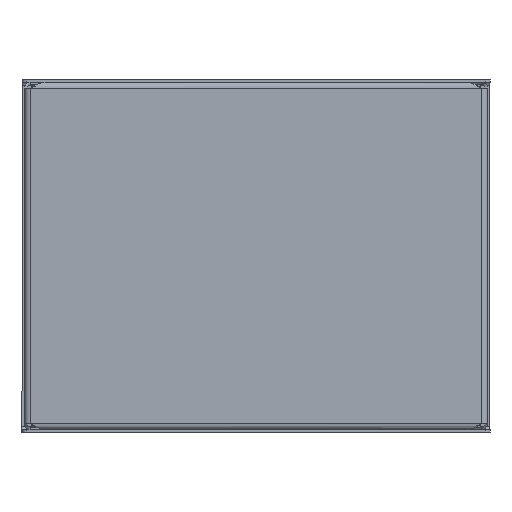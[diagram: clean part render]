
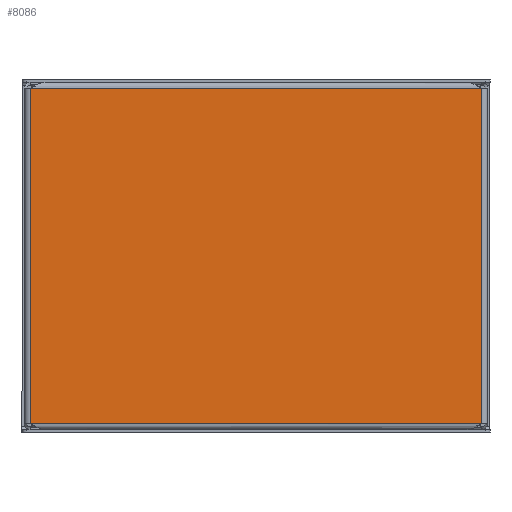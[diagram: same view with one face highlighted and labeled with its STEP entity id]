
A CAD part, front view. The second image highlights one B-rep face of the part: STEP entity #8086.
In plain terms, the highlighted planar face has unit normal (0, -1, 0).
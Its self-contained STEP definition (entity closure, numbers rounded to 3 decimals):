
#336 = EDGE_CURVE ( 'NONE', #6103, #2583, #4184, .T. ) ;
#394 = CARTESIAN_POINT ( 'NONE',  ( 0., 0., 0. ) ) ;
#764 = LINE ( 'NONE', #6273, #6617 ) ;
#871 = VECTOR ( 'NONE', #6048, 1000. ) ;
#1654 = ORIENTED_EDGE ( 'NONE', *, *, #6246, .T. ) ;
#1663 = CARTESIAN_POINT ( 'NONE',  ( 197.5, 0., 0. ) ) ;
#2583 = VERTEX_POINT ( 'NONE', #9276 ) ;
#2944 = DIRECTION ( 'NONE',  ( -1., 0., 0. ) ) ;
#3352 = EDGE_LOOP ( 'NONE', ( #6090, #1654, #10256, #9720 ) ) ;
#3516 = DIRECTION ( 'NONE',  ( 0., 0., -1. ) ) ;
#3963 = AXIS2_PLACEMENT_3D ( 'NONE', #394, #4566, #10393 ) ;
#4184 = LINE ( 'NONE', #6866, #8349 ) ;
#4426 = EDGE_CURVE ( 'NONE', #10049, #9046, #4929, .T. ) ;
#4566 = DIRECTION ( 'NONE',  ( 0., -1., 0. ) ) ;
#4711 = CARTESIAN_POINT ( 'NONE',  ( 197.5, 0., -2.5 ) ) ;
#4808 = CARTESIAN_POINT ( 'NONE',  ( 197.5, 0., -147.5 ) ) ;
#4929 = LINE ( 'NONE', #1663, #9350 ) ;
#5038 = CARTESIAN_POINT ( 'NONE',  ( 2.5, 0., -2.5 ) ) ;
#5227 = CARTESIAN_POINT ( 'NONE',  ( 2.5, 0., -147.5 ) ) ;
#6048 = DIRECTION ( 'NONE',  ( 1., 0., 0. ) ) ;
#6090 = ORIENTED_EDGE ( 'NONE', *, *, #4426, .T. ) ;
#6103 = VERTEX_POINT ( 'NONE', #5038 ) ;
#6246 = EDGE_CURVE ( 'NONE', #9046, #6103, #764, .T. ) ;
#6273 = CARTESIAN_POINT ( 'NONE',  ( 197.5, 0., -2.5 ) ) ;
#6617 = VECTOR ( 'NONE', #2944, 1000. ) ;
#6866 = CARTESIAN_POINT ( 'NONE',  ( 2.5, 0., -150. ) ) ;
#7493 = DIRECTION ( 'NONE',  ( 0., 0., 1. ) ) ;
#7501 = EDGE_CURVE ( 'NONE', #2583, #10049, #7508, .T. ) ;
#7508 = LINE ( 'NONE', #5227, #871 ) ;
#8086 = ADVANCED_FACE ( 'NONE', ( #10613 ), #9552, .T. ) ;
#8349 = VECTOR ( 'NONE', #3516, 1000. ) ;
#9046 = VERTEX_POINT ( 'NONE', #4711 ) ;
#9276 = CARTESIAN_POINT ( 'NONE',  ( 2.5, 0., -147.5 ) ) ;
#9350 = VECTOR ( 'NONE', #7493, 1000. ) ;
#9552 = PLANE ( 'NONE',  #3963 ) ;
#9720 = ORIENTED_EDGE ( 'NONE', *, *, #7501, .T. ) ;
#10049 = VERTEX_POINT ( 'NONE', #4808 ) ;
#10256 = ORIENTED_EDGE ( 'NONE', *, *, #336, .T. ) ;
#10393 = DIRECTION ( 'NONE',  ( 0., 0., -1. ) ) ;
#10613 = FACE_OUTER_BOUND ( 'NONE', #3352, .T. ) ;
